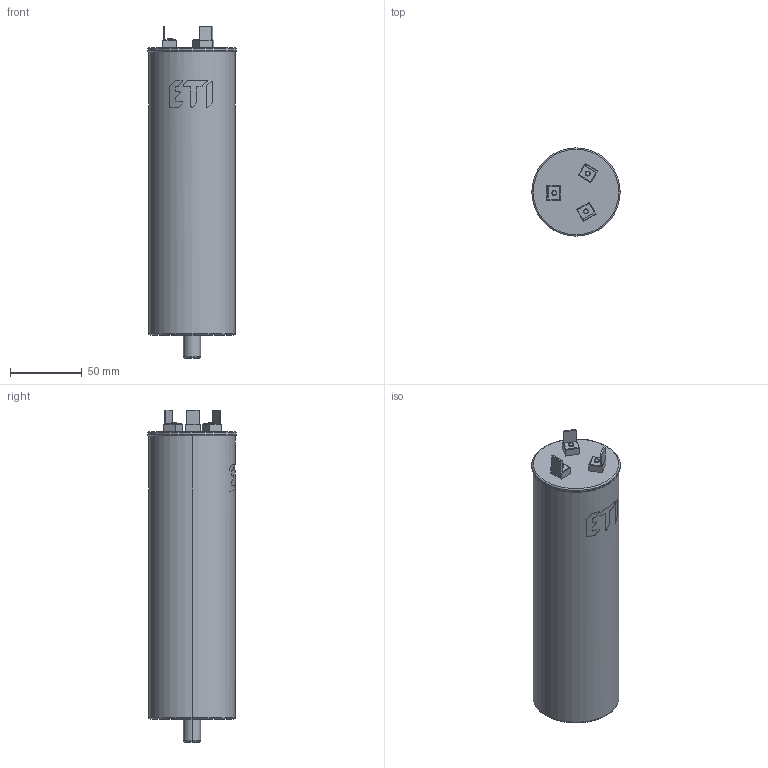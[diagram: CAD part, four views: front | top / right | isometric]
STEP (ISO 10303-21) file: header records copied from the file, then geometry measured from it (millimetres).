
FILE_DESCRIPTION((''),'2;1');
FILE_NAME('ASM0001_ASM','2022-07-13T07:42:17',('klemen.sitar'),('Audax d.o.o.'),'CREO PARAMETRIC BY PTC INC, 2021304','CREO PARAMETRIC BY PTC INC, 2021304','');
FILE_SCHEMA(('AP242_MANAGED_MODEL_BASED_3D_ENGINEERING_MIM_LF { 1 0 10303 442 1 1 4 }'));
Length unit declared in the file: millimetre
Products named in the file (7): PRT0001; PRT0002; PRT0003; PRT0004; PRT0005; ETI_LOGO; ASM0001_ASM
Assembly tree (6 placements, depth 2):
  ASM0001_ASM
    PRT0001
    PRT0002
    PRT0003
    PRT0004
    PRT0005
    ETI_LOGO
Bounding box: 61.47 x 61.47 x 231 mm (x, y, z)
Volume: 569364.2 mm3; surface area: 48039.8 mm2
Topology: 14 solids, 14 shells, 207 faces, 516 edges, 350 vertices
Faces by surface type: plane 118, cylinder 75, torus 14
Entity records: 10235 total; most frequent: CARTESIAN_POINT 1607, DIRECTION 1052, ORIENTED_EDGE 1012, PRESENTATION_STYLE_ASSIGNMENT 739, STYLED_ITEM 739, CURVE_STYLE 518, EDGE_CURVE 506, AXIS2_PLACEMENT_3D 370
